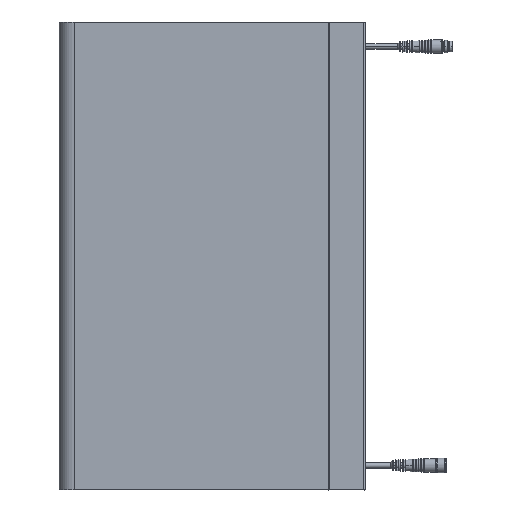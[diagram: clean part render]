
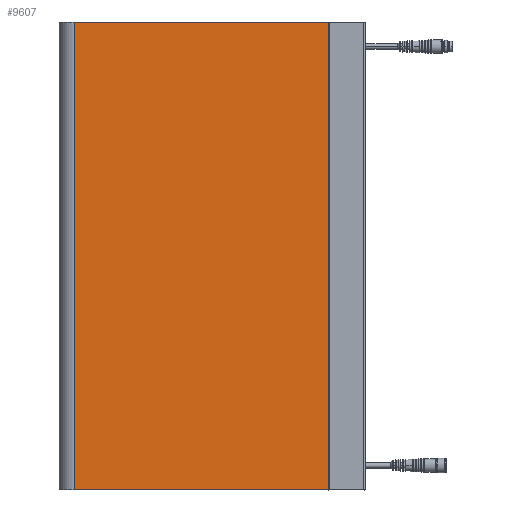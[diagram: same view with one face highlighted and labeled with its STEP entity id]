
A CAD part, left-side view. The second image highlights one B-rep face of the part: STEP entity #9607.
In plain terms, the highlighted planar face has unit normal (-1, 0, 0).
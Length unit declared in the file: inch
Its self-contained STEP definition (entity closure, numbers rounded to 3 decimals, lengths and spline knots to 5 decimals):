
#361 = CARTESIAN_POINT ( 'NONE',  ( -1.87008, 0.05906, 0. ) ) ;
#723 = DIRECTION ( 'NONE',  ( 0., -1., 0. ) ) ;
#913 = CARTESIAN_POINT ( 'NONE',  ( -1.87008, 6.5748, 0. ) ) ;
#1515 = ORIENTED_EDGE ( 'NONE', *, *, #12054, .T. ) ;
#1577 = VERTEX_POINT ( 'NONE', #2889 ) ;
#1758 = ORIENTED_EDGE ( 'NONE', *, *, #7442, .T. ) ;
#1992 = ORIENTED_EDGE ( 'NONE', *, *, #9428, .F. ) ;
#2418 = DIRECTION ( 'NONE',  ( -1., 0., 0. ) ) ;
#2703 = LINE ( 'NONE', #9439, #13165 ) ;
#2769 = DIRECTION ( 'NONE',  ( 0., 0., -1. ) ) ;
#2889 = CARTESIAN_POINT ( 'NONE',  ( -1.87008, 6.5748, 12. ) ) ;
#2995 = CARTESIAN_POINT ( 'NONE',  ( -1.87008, 0.05906, 0. ) ) ;
#3168 = DIRECTION ( 'NONE',  ( 0., 0., 1. ) ) ;
#3340 = EDGE_LOOP ( 'NONE', ( #1992, #8575, #1515, #1758 ) ) ;
#3388 = LINE ( 'NONE', #4372, #5317 ) ;
#3663 = AXIS2_PLACEMENT_3D ( 'NONE', #361, #2418, #6955 ) ;
#4372 = CARTESIAN_POINT ( 'NONE',  ( -1.87008, 0.05906, 6. ) ) ;
#4520 = PLANE ( 'NONE',  #3663 ) ;
#5047 = CARTESIAN_POINT ( 'NONE',  ( -1.87008, 3.04134, 0. ) ) ;
#5317 = VECTOR ( 'NONE', #3168, 39.37008 ) ;
#6032 = LINE ( 'NONE', #6241, #8858 ) ;
#6241 = CARTESIAN_POINT ( 'NONE',  ( -1.87008, 3.04134, 12. ) ) ;
#6518 = VERTEX_POINT ( 'NONE', #13715 ) ;
#6955 = DIRECTION ( 'NONE',  ( 0., 0., 1. ) ) ;
#7442 = EDGE_CURVE ( 'NONE', #13155, #6518, #3388, .T. ) ;
#8575 = ORIENTED_EDGE ( 'NONE', *, *, #9401, .T. ) ;
#8858 = VECTOR ( 'NONE', #10567, 39.37008 ) ;
#9401 = EDGE_CURVE ( 'NONE', #1577, #10760, #2703, .T. ) ;
#9428 = EDGE_CURVE ( 'NONE', #1577, #6518, #6032, .T. ) ;
#9439 = CARTESIAN_POINT ( 'NONE',  ( -1.87008, 6.5748, 6. ) ) ;
#9607 = ADVANCED_FACE ( 'NONE', ( #13107 ), #4520, .T. ) ;
#10567 = DIRECTION ( 'NONE',  ( 0., -1., 0. ) ) ;
#10760 = VERTEX_POINT ( 'NONE', #913 ) ;
#11444 = LINE ( 'NONE', #5047, #12303 ) ;
#12054 = EDGE_CURVE ( 'NONE', #10760, #13155, #11444, .T. ) ;
#12303 = VECTOR ( 'NONE', #723, 39.37008 ) ;
#13107 = FACE_OUTER_BOUND ( 'NONE', #3340, .T. ) ;
#13155 = VERTEX_POINT ( 'NONE', #2995 ) ;
#13165 = VECTOR ( 'NONE', #2769, 39.37008 ) ;
#13715 = CARTESIAN_POINT ( 'NONE',  ( -1.87008, 0.05906, 12. ) ) ;
